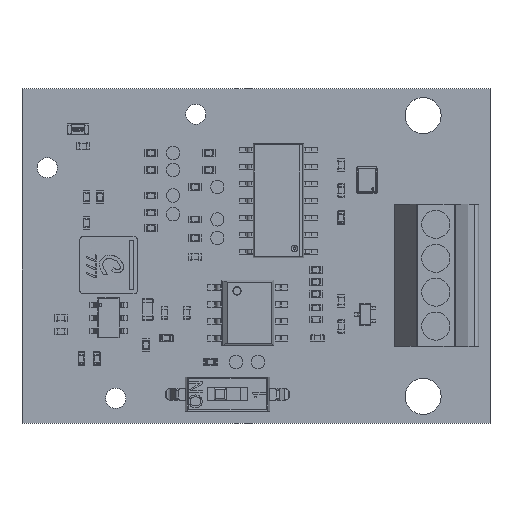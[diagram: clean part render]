
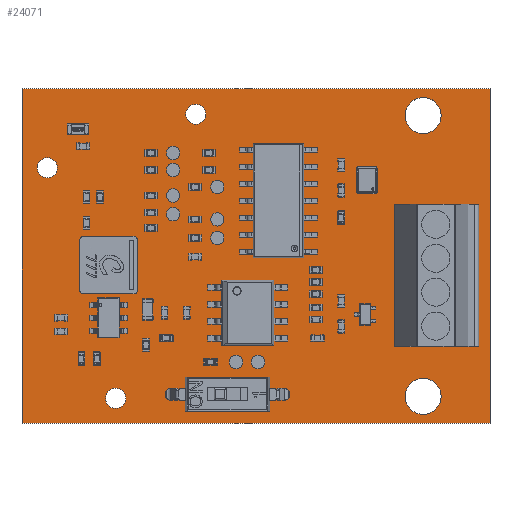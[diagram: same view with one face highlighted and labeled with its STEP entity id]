
A CAD part, top view. The second image highlights one B-rep face of the part: STEP entity #24071.
In plain terms, the highlighted planar face has unit normal (0, 0, 1).
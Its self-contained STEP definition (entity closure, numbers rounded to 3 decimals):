
#7199=CIRCLE($,#18968,0.55);
#7200=CIRCLE($,#18969,0.55);
#7203=CIRCLE($,#18974,0.55);
#7204=CIRCLE($,#18975,0.55);
#7207=CIRCLE($,#18980,0.55);
#7208=CIRCLE($,#18981,0.55);
#7211=CIRCLE($,#18986,0.55);
#7212=CIRCLE($,#18987,0.55);
#7215=CIRCLE($,#18992,0.75);
#7216=CIRCLE($,#18993,0.75);
#7219=CIRCLE($,#18998,0.75);
#7220=CIRCLE($,#18999,0.75);
#7223=CIRCLE($,#19004,0.75);
#7224=CIRCLE($,#19005,0.75);
#7227=CIRCLE($,#19010,1.346);
#7228=CIRCLE($,#19011,1.346);
#7231=CIRCLE($,#19016,1.346);
#7232=CIRCLE($,#19017,1.346);
#14180=FACE_OUTER_BOUND($,#16545,.F.);
#14186=FACE_OUTER_BOUND($,#16551,.T.);
#14190=FACE_OUTER_BOUND($,#16555,.T.);
#14194=FACE_OUTER_BOUND($,#16559,.T.);
#14198=FACE_OUTER_BOUND($,#16563,.T.);
#14202=FACE_OUTER_BOUND($,#16567,.T.);
#14206=FACE_OUTER_BOUND($,#16571,.T.);
#14210=FACE_OUTER_BOUND($,#16575,.T.);
#14214=FACE_OUTER_BOUND($,#16579,.T.);
#14218=FACE_OUTER_BOUND($,#16583,.T.);
#16545=EDGE_LOOP($,(#26415,#26416,#26417,#26418));
#16551=EDGE_LOOP($,(#26439,#26440));
#16555=EDGE_LOOP($,(#26451,#26452));
#16559=EDGE_LOOP($,(#26463,#26464));
#16563=EDGE_LOOP($,(#26475,#26476));
#16567=EDGE_LOOP($,(#26487,#26488));
#16571=EDGE_LOOP($,(#26499,#26500));
#16575=EDGE_LOOP($,(#26511,#26512));
#16579=EDGE_LOOP($,(#26523,#26524));
#16583=EDGE_LOOP($,(#26535,#26536));
#18962=AXIS2_PLACEMENT_3D($,#69041,#57687,$);
#18968=AXIS2_PLACEMENT_3D($,#69053,#57687,$);
#18969=AXIS2_PLACEMENT_3D($,#69054,#57687,$);
#18974=AXIS2_PLACEMENT_3D($,#69065,#57687,$);
#18975=AXIS2_PLACEMENT_3D($,#69066,#57687,$);
#18980=AXIS2_PLACEMENT_3D($,#69077,#57687,$);
#18981=AXIS2_PLACEMENT_3D($,#69078,#57687,$);
#18986=AXIS2_PLACEMENT_3D($,#69089,#57687,$);
#18987=AXIS2_PLACEMENT_3D($,#69090,#57687,$);
#18992=AXIS2_PLACEMENT_3D($,#69101,#57687,$);
#18993=AXIS2_PLACEMENT_3D($,#69102,#57687,$);
#18998=AXIS2_PLACEMENT_3D($,#69113,#57687,$);
#18999=AXIS2_PLACEMENT_3D($,#69114,#57687,$);
#19004=AXIS2_PLACEMENT_3D($,#69125,#57687,$);
#19005=AXIS2_PLACEMENT_3D($,#69126,#57687,$);
#19010=AXIS2_PLACEMENT_3D($,#69137,#57687,$);
#19011=AXIS2_PLACEMENT_3D($,#69138,#57687,$);
#19016=AXIS2_PLACEMENT_3D($,#69149,#57687,$);
#19017=AXIS2_PLACEMENT_3D($,#69150,#57687,$);
#22491=PLANE($,#18962);
#24071=ADVANCED_FACE($,(#14180,#14186,#14190,#14194,#14198,#14202,#14206,
#14210,#14214,#14218),#22491,.T.);
#26415=ORIENTED_EDGE($,*,*,#38471,.T.);
#26416=ORIENTED_EDGE($,*,*,#38472,.T.);
#26417=ORIENTED_EDGE($,*,*,#38473,.T.);
#26418=ORIENTED_EDGE($,*,*,#38474,.T.);
#26439=ORIENTED_EDGE($,*,*,#38484,.T.);
#26440=ORIENTED_EDGE($,*,*,#38485,.T.);
#26451=ORIENTED_EDGE($,*,*,#38491,.T.);
#26452=ORIENTED_EDGE($,*,*,#38492,.T.);
#26463=ORIENTED_EDGE($,*,*,#38498,.T.);
#26464=ORIENTED_EDGE($,*,*,#38499,.T.);
#26475=ORIENTED_EDGE($,*,*,#38505,.T.);
#26476=ORIENTED_EDGE($,*,*,#38506,.T.);
#26487=ORIENTED_EDGE($,*,*,#38512,.T.);
#26488=ORIENTED_EDGE($,*,*,#38513,.T.);
#26499=ORIENTED_EDGE($,*,*,#38519,.T.);
#26500=ORIENTED_EDGE($,*,*,#38520,.T.);
#26511=ORIENTED_EDGE($,*,*,#38526,.T.);
#26512=ORIENTED_EDGE($,*,*,#38527,.T.);
#26523=ORIENTED_EDGE($,*,*,#38533,.T.);
#26524=ORIENTED_EDGE($,*,*,#38534,.T.);
#26535=ORIENTED_EDGE($,*,*,#38540,.T.);
#26536=ORIENTED_EDGE($,*,*,#38541,.T.);
#38471=EDGE_CURVE($,#53616,#53617,#49063,.T.);
#38472=EDGE_CURVE($,#53617,#53618,#49064,.T.);
#38473=EDGE_CURVE($,#53618,#53619,#49065,.T.);
#38474=EDGE_CURVE($,#53619,#53616,#49066,.T.);
#38484=EDGE_CURVE($,#53626,#53627,#7199,.F.);
#38485=EDGE_CURVE($,#53627,#53626,#7200,.F.);
#38491=EDGE_CURVE($,#53632,#53633,#7203,.F.);
#38492=EDGE_CURVE($,#53633,#53632,#7204,.F.);
#38498=EDGE_CURVE($,#53638,#53639,#7207,.F.);
#38499=EDGE_CURVE($,#53639,#53638,#7208,.F.);
#38505=EDGE_CURVE($,#53644,#53645,#7211,.F.);
#38506=EDGE_CURVE($,#53645,#53644,#7212,.F.);
#38512=EDGE_CURVE($,#53650,#53651,#7215,.F.);
#38513=EDGE_CURVE($,#53651,#53650,#7216,.F.);
#38519=EDGE_CURVE($,#53656,#53657,#7219,.F.);
#38520=EDGE_CURVE($,#53657,#53656,#7220,.F.);
#38526=EDGE_CURVE($,#53662,#53663,#7223,.F.);
#38527=EDGE_CURVE($,#53663,#53662,#7224,.F.);
#38533=EDGE_CURVE($,#53668,#53669,#7227,.F.);
#38534=EDGE_CURVE($,#53669,#53668,#7228,.F.);
#38540=EDGE_CURVE($,#53674,#53675,#7231,.F.);
#38541=EDGE_CURVE($,#53675,#53674,#7232,.F.);
#44510=VECTOR($,#57690,35.);
#44511=VECTOR($,#57691,25.);
#44512=VECTOR($,#57692,35.);
#44513=VECTOR($,#57693,25.);
#49063=LINE($,#69040,#44510);
#49064=LINE($,#69041,#44511);
#49065=LINE($,#69042,#44512);
#49066=LINE($,#69043,#44513);
#53616=VERTEX_POINT($,#69040);
#53617=VERTEX_POINT($,#69041);
#53618=VERTEX_POINT($,#69042);
#53619=VERTEX_POINT($,#69043);
#53626=VERTEX_POINT($,#69050);
#53627=VERTEX_POINT($,#69051);
#53632=VERTEX_POINT($,#69062);
#53633=VERTEX_POINT($,#69063);
#53638=VERTEX_POINT($,#69074);
#53639=VERTEX_POINT($,#69075);
#53644=VERTEX_POINT($,#69086);
#53645=VERTEX_POINT($,#69087);
#53650=VERTEX_POINT($,#69098);
#53651=VERTEX_POINT($,#69099);
#53656=VERTEX_POINT($,#69110);
#53657=VERTEX_POINT($,#69111);
#53662=VERTEX_POINT($,#69122);
#53663=VERTEX_POINT($,#69123);
#53668=VERTEX_POINT($,#69134);
#53669=VERTEX_POINT($,#69135);
#53674=VERTEX_POINT($,#69146);
#53675=VERTEX_POINT($,#69147);
#57687=DIRECTION($,(0.,0.,1.));
#57690=DIRECTION($,(-1.,0.,0.));
#57691=DIRECTION($,(0.,1.,0.));
#57692=DIRECTION($,(1.,0.,0.));
#57693=DIRECTION($,(0.,-1.,0.));
#69040=CARTESIAN_POINT('',(35.,0.,0.));
#69041=CARTESIAN_POINT('',(0.,0.,0.));
#69042=CARTESIAN_POINT('',(0.,25.,0.));
#69043=CARTESIAN_POINT('',(35.,25.,0.));
#69050=CARTESIAN_POINT('',(31.538,7.239,0.));
#69051=CARTESIAN_POINT('',(30.438,7.239,0.));
#69053=CARTESIAN_POINT('',(30.988,7.239,0.));
#69054=CARTESIAN_POINT('',(30.988,7.239,0.));
#69062=CARTESIAN_POINT('',(31.538,9.779,0.));
#69063=CARTESIAN_POINT('',(30.438,9.779,0.));
#69065=CARTESIAN_POINT('',(30.988,9.779,0.));
#69066=CARTESIAN_POINT('',(30.988,9.779,0.));
#69074=CARTESIAN_POINT('',(31.538,12.319,0.));
#69075=CARTESIAN_POINT('',(30.438,12.319,0.));
#69077=CARTESIAN_POINT('',(30.988,12.319,0.));
#69078=CARTESIAN_POINT('',(30.988,12.319,0.));
#69086=CARTESIAN_POINT('',(31.538,14.859,0.));
#69087=CARTESIAN_POINT('',(30.438,14.859,0.));
#69089=CARTESIAN_POINT('',(30.988,14.859,0.));
#69090=CARTESIAN_POINT('',(30.988,14.859,0.));
#69098=CARTESIAN_POINT('',(13.75,23.1,0.));
#69099=CARTESIAN_POINT('',(12.25,23.1,0.));
#69101=CARTESIAN_POINT('',(13.,23.1,0.));
#69102=CARTESIAN_POINT('',(13.,23.1,0.));
#69110=CARTESIAN_POINT('',(7.75,1.85,0.));
#69111=CARTESIAN_POINT('',(6.25,1.85,0.));
#69113=CARTESIAN_POINT('',(7.,1.85,0.));
#69114=CARTESIAN_POINT('',(7.,1.85,0.));
#69122=CARTESIAN_POINT('',(2.65,19.1,0.));
#69123=CARTESIAN_POINT('',(1.15,19.1,0.));
#69125=CARTESIAN_POINT('',(1.9,19.1,0.));
#69126=CARTESIAN_POINT('',(1.9,19.1,0.));
#69134=CARTESIAN_POINT('',(31.346,2.,0.));
#69135=CARTESIAN_POINT('',(28.654,2.,0.));
#69137=CARTESIAN_POINT('',(30.,2.,0.));
#69138=CARTESIAN_POINT('',(30.,2.,0.));
#69146=CARTESIAN_POINT('',(31.346,23.,0.));
#69147=CARTESIAN_POINT('',(28.654,23.,0.));
#69149=CARTESIAN_POINT('',(30.,23.,0.));
#69150=CARTESIAN_POINT('',(30.,23.,0.));
